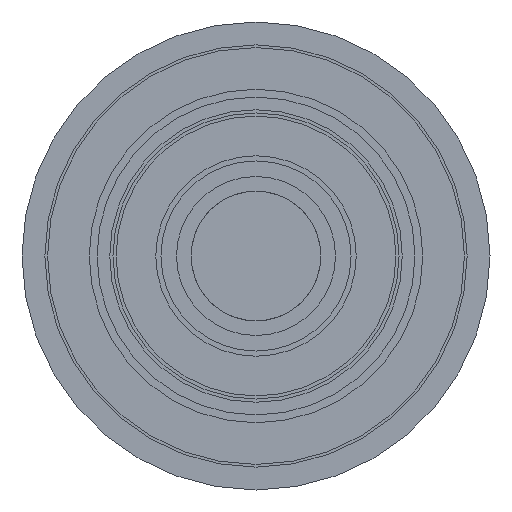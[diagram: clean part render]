
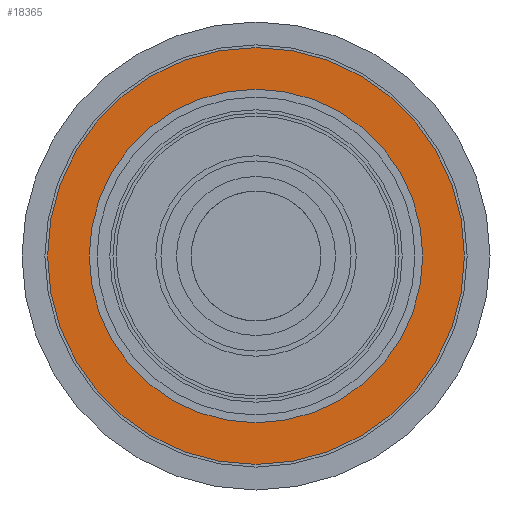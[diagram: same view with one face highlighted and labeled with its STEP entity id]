
A CAD part, front view. The second image highlights one B-rep face of the part: STEP entity #18365.
In plain terms, the highlighted planar face has unit normal (0, -1, 0).
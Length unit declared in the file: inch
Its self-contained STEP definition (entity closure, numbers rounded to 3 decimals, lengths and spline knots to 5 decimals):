
#595 = VERTEX_POINT ( 'NONE', #2119 ) ;
#742 = CARTESIAN_POINT ( 'NONE',  ( 0., 0.20866, 0. ) ) ;
#1262 = DIRECTION ( 'NONE',  ( 0., 0., 1. ) ) ;
#2119 = CARTESIAN_POINT ( 'NONE',  ( 0., 0.20866, 0.51614 ) ) ;
#2382 = CIRCLE ( 'NONE', #4629, 0.51614 ) ;
#3222 = ORIENTED_EDGE ( 'NONE', *, *, #12514, .T. ) ;
#3498 = AXIS2_PLACEMENT_3D ( 'NONE', #10658, #17204, #13764 ) ;
#4629 = AXIS2_PLACEMENT_3D ( 'NONE', #12216, #15028, #1262 ) ;
#5533 = CIRCLE ( 'NONE', #18683, 0.64528 ) ;
#6787 = DIRECTION ( 'NONE',  ( 0., 0., 1. ) ) ;
#6986 = DIRECTION ( 'NONE',  ( 0., 1., 0. ) ) ;
#7663 = PLANE ( 'NONE',  #3498 ) ;
#9141 = CARTESIAN_POINT ( 'NONE',  ( 0., 0.20866, 0.64528 ) ) ;
#10658 = CARTESIAN_POINT ( 'NONE',  ( 0., 0.20866, 0.51614 ) ) ;
#11802 = ORIENTED_EDGE ( 'NONE', *, *, #18121, .F. ) ;
#11868 = FACE_BOUND ( 'NONE', #17318, .T. ) ;
#11883 = EDGE_LOOP ( 'NONE', ( #11802 ) ) ;
#12216 = CARTESIAN_POINT ( 'NONE',  ( 0., 0.20866, 0. ) ) ;
#12514 = EDGE_CURVE ( 'NONE', #595, #595, #2382, .T. ) ;
#13764 = DIRECTION ( 'NONE',  ( 0., 0., -1. ) ) ;
#14048 = VERTEX_POINT ( 'NONE', #9141 ) ;
#15028 = DIRECTION ( 'NONE',  ( 0., 1., 0. ) ) ;
#17204 = DIRECTION ( 'NONE',  ( 0., -1., 0. ) ) ;
#17318 = EDGE_LOOP ( 'NONE', ( #3222 ) ) ;
#18001 = FACE_OUTER_BOUND ( 'NONE', #11883, .T. ) ;
#18121 = EDGE_CURVE ( 'NONE', #14048, #14048, #5533, .T. ) ;
#18365 = ADVANCED_FACE ( 'NONE', ( #11868, #18001 ), #7663, .T. ) ;
#18683 = AXIS2_PLACEMENT_3D ( 'NONE', #742, #6986, #6787 ) ;
